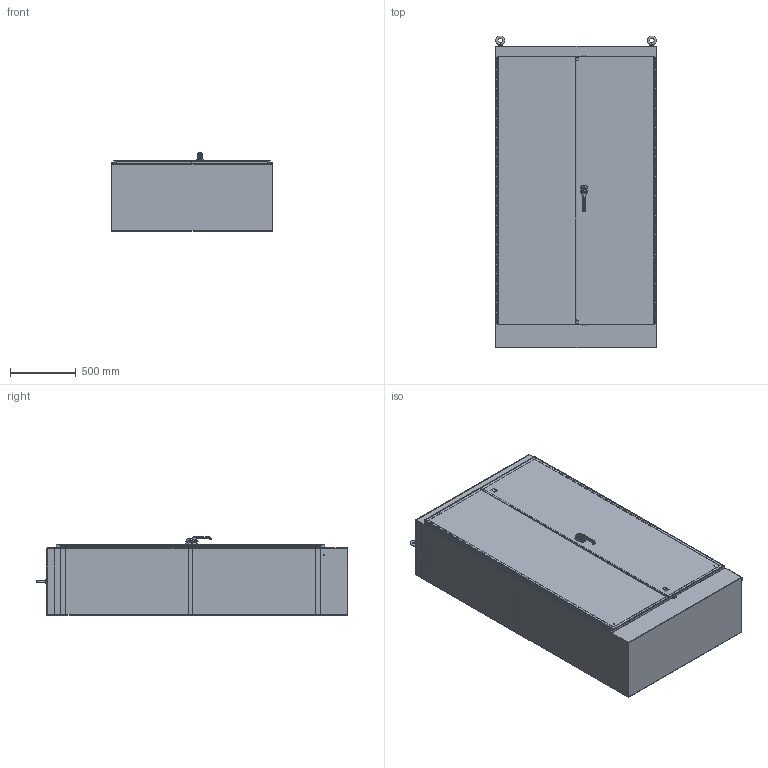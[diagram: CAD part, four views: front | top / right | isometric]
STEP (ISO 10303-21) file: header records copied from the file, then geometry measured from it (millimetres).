
FILE_DESCRIPTION(/* description */ ('UNISTRUT,PS,1"X1-5/8"X19-3/4"'),/* implementation_level */ '2;1');
FILE_NAME(/* name */ 'WA904820FSD.stp',/* time_stamp */ '2014-10-29T17:16:58+06:00',/* author */ ('schinnathambi'),/* organization */ (''),/* preprocessor_version */ 'ST-DEVELOPER v15.2',/* originating_system */ 'Autodesk Inventor 2014',/* authorisation */ '');
FILE_SCHEMA (('AUTOMOTIVE_DESIGN { 1 0 10303 214 3 1 1 }'));
Products named in the file (45): FUN00102; HFW3025; 316298; 349132; 12017-48; HFW328186T; HFW328186L; HFW328186P; HFW328186; HFW328186_1; WA9048FSDFB; WA4820FSDBTM; WA4820FSDTOP; WA9020FSDLS; WA9020FSDRS; 3062; 38846; N1290STRIPGSKT; WA9048FSDFIP; HFW3524; 35211; WA9048FSDLDR; WA9048FSDSDR; 1091-903_AF0_1; 1091-903_AF0_2; 1091-903_AF0; PLASTIC-ROLLER-CAM_AF1; 7379-M6-8X25_AF0; LOCK-NUT_AF0; PLASTIC-ROLLER-CAM_AF0_ASM; SUPPORT-ROLL_AF0; 1091-BR11_AF0; HFW31712; 37031; 3021WIE; HFW3762; 31215; 3862; LARGE_DOOR_ROD_ASSM-37031; HFW3121 ...
Bounding box: 1222.49 x 2368.38 x 596.85 mm (x, y, z)
Volume: 34331460.7 mm3; surface area: 21771624.2 mm2
Topology: 66 solids, 1547 shells, 3742 faces, 12671 edges, 10446 vertices
Faces by surface type: plane 1767, cylinder 1237, torus 266, bspline 246, cone 135, sphere 91
Full cylindrical faces by diameter (mm): 3.048 x2, 3.607 x2, 3.9 x1, 4.2 x2, 4.5 x2, 5 x3, 5.08 x4, 5.69 x4, 6 x1, 6.128 x2, 6.172 x2, 6.337 x6, 6.35 x12, 6.41 x2, 7.023 x16, 7.112 x3, 7.144 x2, 7.938 x2, 8 x1, 8.2 x1, 8.56 x4, 9.525 x18, 10.16 x4, 12.7 x2, 13 x1, 13.2 x1, 14.287 x2, 15 x1, 16.307 x2, 19 x1
Entity records: 160110 total; most frequent: CARTESIAN_POINT 71185, DIRECTION 16775, ORIENTED_EDGE 12939, EDGE_CURVE 9794, VERTEX_POINT 8705, AXIS2_PLACEMENT_3D 5893, LINE 4989, VECTOR 4989
